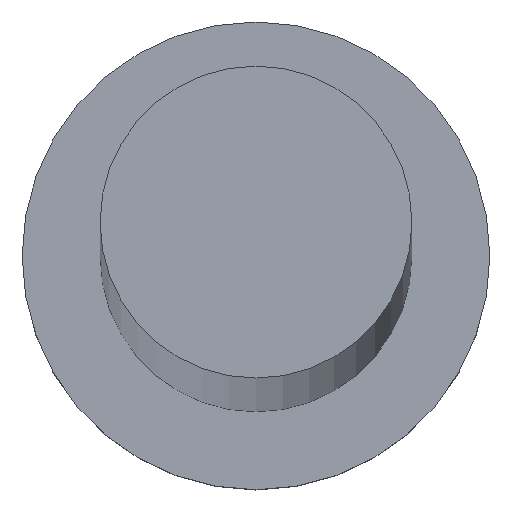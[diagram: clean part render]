
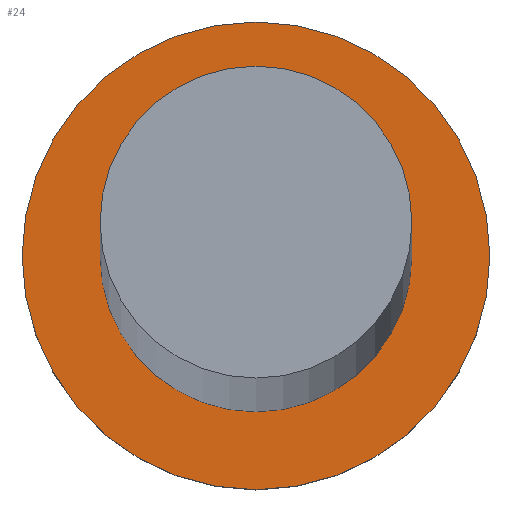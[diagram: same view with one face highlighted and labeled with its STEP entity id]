
A CAD part, top view. The second image highlights one B-rep face of the part: STEP entity #24.
In plain terms, the highlighted planar face has unit normal (0, 0, 1).
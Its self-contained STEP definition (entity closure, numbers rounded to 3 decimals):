
#6 = EDGE_LOOP ( 'NONE', ( #90, #185 ) ) ;
#16 = DIRECTION ( 'NONE',  ( 0., 0., 1. ) ) ;
#17 = EDGE_CURVE ( 'NONE', #27, #248, #207, .T. ) ;
#24 = ADVANCED_FACE ( 'NONE', ( #128, #30 ), #43, .T. ) ;
#27 = VERTEX_POINT ( 'NONE', #154 ) ;
#30 = FACE_OUTER_BOUND ( 'NONE', #6, .T. ) ;
#34 = CARTESIAN_POINT ( 'NONE',  ( 0., 0., 7. ) ) ;
#37 = DIRECTION ( 'NONE',  ( 0., 0., 1. ) ) ;
#38 = EDGE_CURVE ( 'NONE', #203, #228, #42, .T. ) ;
#41 = CARTESIAN_POINT ( 'NONE',  ( 0., 0., 7. ) ) ;
#42 = CIRCLE ( 'NONE', #64, 8. ) ;
#43 = PLANE ( 'NONE',  #251 ) ;
#52 = DIRECTION ( 'NONE',  ( 1., 0., 0. ) ) ;
#57 = CIRCLE ( 'NONE', #237, 8. ) ;
#62 = DIRECTION ( 'NONE',  ( 1., 0., 0. ) ) ;
#64 = AXIS2_PLACEMENT_3D ( 'NONE', #41, #233, #62 ) ;
#76 = CARTESIAN_POINT ( 'NONE',  ( 0., 0., 7. ) ) ;
#79 = CARTESIAN_POINT ( 'NONE',  ( 0., 0., 7. ) ) ;
#82 = EDGE_CURVE ( 'NONE', #228, #203, #57, .T. ) ;
#90 = ORIENTED_EDGE ( 'NONE', *, *, #222, .T. ) ;
#94 = CARTESIAN_POINT ( 'NONE',  ( -8., 0., 7. ) ) ;
#100 = AXIS2_PLACEMENT_3D ( 'NONE', #76, #124, #52 ) ;
#124 = DIRECTION ( 'NONE',  ( 0., 0., 1. ) ) ;
#127 = DIRECTION ( 'NONE',  ( 0., 0., 1. ) ) ;
#128 = FACE_BOUND ( 'NONE', #229, .T. ) ;
#130 = ORIENTED_EDGE ( 'NONE', *, *, #82, .F. ) ;
#137 = DIRECTION ( 'NONE',  ( 1., 0., 0. ) ) ;
#148 = CARTESIAN_POINT ( 'NONE',  ( 8., 0., 7. ) ) ;
#154 = CARTESIAN_POINT ( 'NONE',  ( 12., 0., 7. ) ) ;
#168 = CIRCLE ( 'NONE', #232, 12. ) ;
#185 = ORIENTED_EDGE ( 'NONE', *, *, #17, .T. ) ;
#186 = ORIENTED_EDGE ( 'NONE', *, *, #38, .F. ) ;
#187 = DIRECTION ( 'NONE',  ( 1., 0., 0. ) ) ;
#200 = CARTESIAN_POINT ( 'NONE',  ( -12., 0., 7. ) ) ;
#203 = VERTEX_POINT ( 'NONE', #148 ) ;
#207 = CIRCLE ( 'NONE', #100, 12. ) ;
#222 = EDGE_CURVE ( 'NONE', #248, #27, #168, .T. ) ;
#228 = VERTEX_POINT ( 'NONE', #94 ) ;
#229 = EDGE_LOOP ( 'NONE', ( #130, #186 ) ) ;
#232 = AXIS2_PLACEMENT_3D ( 'NONE', #34, #127, #187 ) ;
#233 = DIRECTION ( 'NONE',  ( 0., 0., 1. ) ) ;
#234 = DIRECTION ( 'NONE',  ( 1., 0., 0. ) ) ;
#237 = AXIS2_PLACEMENT_3D ( 'NONE', #255, #37, #234 ) ;
#248 = VERTEX_POINT ( 'NONE', #200 ) ;
#251 = AXIS2_PLACEMENT_3D ( 'NONE', #79, #16, #137 ) ;
#255 = CARTESIAN_POINT ( 'NONE',  ( 0., 0., 7. ) ) ;
